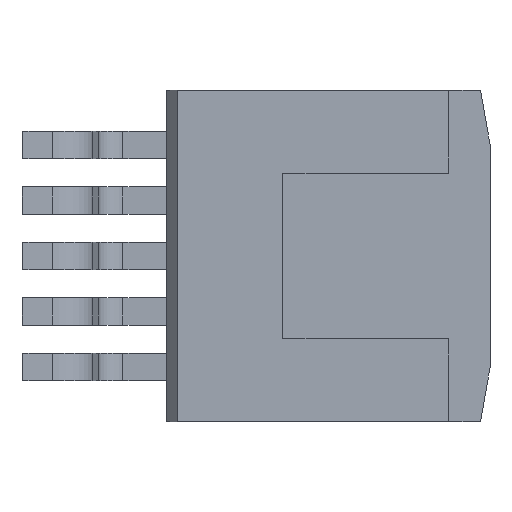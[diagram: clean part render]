
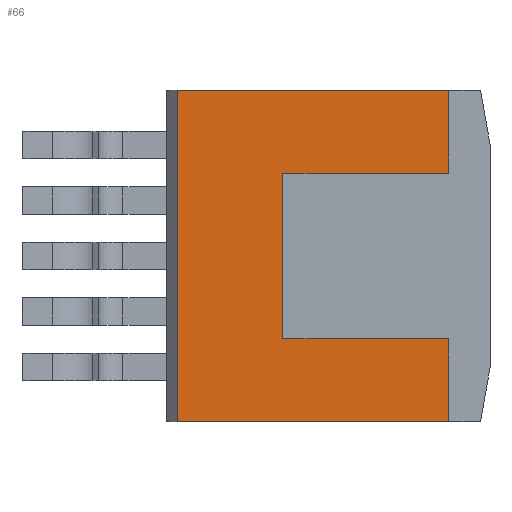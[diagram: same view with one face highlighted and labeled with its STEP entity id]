
A CAD part, front view. The second image highlights one B-rep face of the part: STEP entity #66.
In plain terms, the highlighted planar face has unit normal (0, -1, 0).
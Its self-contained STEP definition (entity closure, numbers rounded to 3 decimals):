
#34 = EDGE_CURVE ( 'NONE', #3069, #319, #2888, .T. ) ;
#66 = ADVANCED_FACE ( 'NONE', ( #1284 ), #2654, .F. ) ;
#136 = EDGE_CURVE ( 'NONE', #412, #1364, #627, .T. ) ;
#154 = CARTESIAN_POINT ( 'NONE',  ( 0., 0., 0. ) ) ;
#216 = VECTOR ( 'NONE', #330, 1000. ) ;
#288 = EDGE_CURVE ( 'NONE', #2957, #1052, #702, .T. ) ;
#319 = VERTEX_POINT ( 'NONE', #3180 ) ;
#330 = DIRECTION ( 'NONE',  ( 0., 0., 1. ) ) ;
#333 = DIRECTION ( 'NONE',  ( 0., 0., -1. ) ) ;
#383 = AXIS2_PLACEMENT_3D ( 'NONE', #154, #1664, #890 ) ;
#387 = EDGE_LOOP ( 'NONE', ( #2874, #2282, #2037, #959, #2085, #1854, #1065, #773 ) ) ;
#412 = VERTEX_POINT ( 'NONE', #755 ) ;
#448 = DIRECTION ( 'NONE',  ( -1., 0., 0. ) ) ;
#483 = CARTESIAN_POINT ( 'NONE',  ( -5.905, 0., 5.08 ) ) ;
#534 = CARTESIAN_POINT ( 'NONE',  ( -5.905, 0., -2.54 ) ) ;
#542 = VECTOR ( 'NONE', #3111, 1000. ) ;
#627 = LINE ( 'NONE', #2413, #816 ) ;
#677 = EDGE_CURVE ( 'NONE', #3069, #1052, #2515, .T. ) ;
#702 = LINE ( 'NONE', #483, #1982 ) ;
#755 = CARTESIAN_POINT ( 'NONE',  ( -0.825, 0., -2.54 ) ) ;
#773 = ORIENTED_EDGE ( 'NONE', *, *, #2465, .F. ) ;
#816 = VECTOR ( 'NONE', #1656, 1000. ) ;
#862 = LINE ( 'NONE', #1799, #216 ) ;
#865 = CARTESIAN_POINT ( 'NONE',  ( 2.41, 0., -5.08 ) ) ;
#890 = DIRECTION ( 'NONE',  ( 0., 0., 1. ) ) ;
#941 = VECTOR ( 'NONE', #333, 1000. ) ;
#959 = ORIENTED_EDGE ( 'NONE', *, *, #1834, .F. ) ;
#1052 = VERTEX_POINT ( 'NONE', #2730 ) ;
#1065 = ORIENTED_EDGE ( 'NONE', *, *, #288, .F. ) ;
#1276 = LINE ( 'NONE', #2548, #941 ) ;
#1284 = FACE_OUTER_BOUND ( 'NONE', #387, .T. ) ;
#1331 = CARTESIAN_POINT ( 'NONE',  ( -5.905, 0., 2.54 ) ) ;
#1364 = VERTEX_POINT ( 'NONE', #534 ) ;
#1379 = CARTESIAN_POINT ( 'NONE',  ( -5.905, 0., 2.54 ) ) ;
#1381 = CARTESIAN_POINT ( 'NONE',  ( 2.41, 0., -5.08 ) ) ;
#1536 = LINE ( 'NONE', #1379, #2872 ) ;
#1608 = CARTESIAN_POINT ( 'NONE',  ( -5.905, 0., 5.08 ) ) ;
#1656 = DIRECTION ( 'NONE',  ( -1., 0., 0. ) ) ;
#1664 = DIRECTION ( 'NONE',  ( 0., 1., 0. ) ) ;
#1742 = CARTESIAN_POINT ( 'NONE',  ( -0.825, 0., 2.54 ) ) ;
#1799 = CARTESIAN_POINT ( 'NONE',  ( -5.905, 0., -5.08 ) ) ;
#1834 = EDGE_CURVE ( 'NONE', #319, #1364, #862, .T. ) ;
#1837 = DIRECTION ( 'NONE',  ( 0., 0., 1. ) ) ;
#1854 = ORIENTED_EDGE ( 'NONE', *, *, #677, .T. ) ;
#1856 = CARTESIAN_POINT ( 'NONE',  ( -5.905, 0., -5.08 ) ) ;
#1982 = VECTOR ( 'NONE', #2196, 1000. ) ;
#2037 = ORIENTED_EDGE ( 'NONE', *, *, #136, .T. ) ;
#2085 = ORIENTED_EDGE ( 'NONE', *, *, #34, .F. ) ;
#2168 = VERTEX_POINT ( 'NONE', #1331 ) ;
#2196 = DIRECTION ( 'NONE',  ( 1., 0., 0. ) ) ;
#2282 = ORIENTED_EDGE ( 'NONE', *, *, #2297, .T. ) ;
#2297 = EDGE_CURVE ( 'NONE', #2670, #412, #1276, .T. ) ;
#2373 = EDGE_CURVE ( 'NONE', #2168, #2670, #1536, .T. ) ;
#2413 = CARTESIAN_POINT ( 'NONE',  ( -5.905, 0., -2.54 ) ) ;
#2426 = CARTESIAN_POINT ( 'NONE',  ( -5.905, 0., -5.08 ) ) ;
#2465 = EDGE_CURVE ( 'NONE', #2168, #2957, #3019, .T. ) ;
#2515 = LINE ( 'NONE', #865, #542 ) ;
#2548 = CARTESIAN_POINT ( 'NONE',  ( -0.825, 0., 2.54 ) ) ;
#2629 = DIRECTION ( 'NONE',  ( 1., 0., 0. ) ) ;
#2654 = PLANE ( 'NONE',  #383 ) ;
#2670 = VERTEX_POINT ( 'NONE', #1742 ) ;
#2722 = VECTOR ( 'NONE', #448, 1000. ) ;
#2730 = CARTESIAN_POINT ( 'NONE',  ( 2.41, 0., 5.08 ) ) ;
#2786 = VECTOR ( 'NONE', #1837, 1000. ) ;
#2872 = VECTOR ( 'NONE', #2629, 1000. ) ;
#2874 = ORIENTED_EDGE ( 'NONE', *, *, #2373, .T. ) ;
#2888 = LINE ( 'NONE', #2426, #2722 ) ;
#2957 = VERTEX_POINT ( 'NONE', #1608 ) ;
#3019 = LINE ( 'NONE', #1856, #2786 ) ;
#3069 = VERTEX_POINT ( 'NONE', #1381 ) ;
#3111 = DIRECTION ( 'NONE',  ( 0., 0., 1. ) ) ;
#3180 = CARTESIAN_POINT ( 'NONE',  ( -5.905, 0., -5.08 ) ) ;
